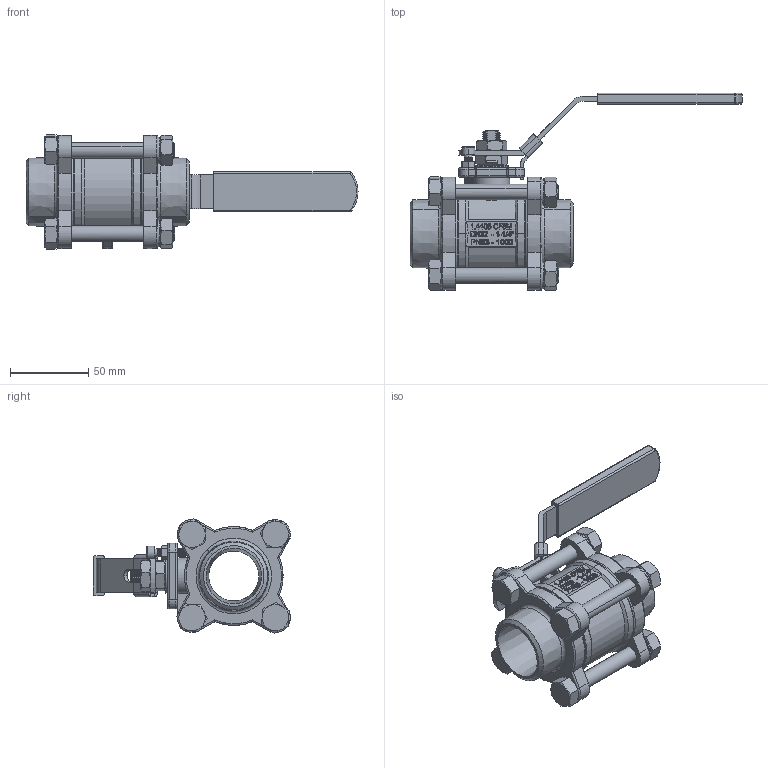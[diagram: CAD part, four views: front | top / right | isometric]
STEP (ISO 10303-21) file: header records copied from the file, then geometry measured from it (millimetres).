
FILE_DESCRIPTION (( 'STEP AP203' ), '1' );
FILE_NAME ('1-32 F對焊盤型華司-V Mark.STEP', '2017-01-09T05:25:06', ( 'user' ), ( '' ), 'SwSTEP 2.0', 'SolidWorks 2005179', '' );
FILE_SCHEMA (( 'CONFIG_CONTROL_DESIGN' ));
Products named in the file (24): G-10A1940_預設; C-32F016-SVE盤型華司型_預設; T-20E08T3-1_預設; G-B3CA640_預設; T-31F05T0_預設; 32E VENTIM 膠套; D-31F7290-01_預設; 1-32 F對焊盤型華司-V Mark; G-22E2740_預設; T-22E09S0_預設; T-20E08T3-3_預設; T-20E08T3-2_預設; M-32E2142鎖片_預設; M-32E2142_預設; G-16D1741_預設; G-16D1340_預設; T-32E07T0_預設; E-32E0460_預設; F-10H0361_預設; T-31F06T0_預設; G-16D1150_預設; G-10E2640_預設; G-10E190-01_預設; G-31F1840_預設
Assembly tree (37 placements, depth 2):
  1-32 F對焊盤型華司-V Mark
    D-31F7290-01_預設  x2
    G-16D1741_預設  x2
    G-31F1840_預設  x4
    T-20E08T3-3_預設
    T-31F06T0_預設  x2
    G-10A1940_預設
    G-16D1340_預設
    G-16D1150_預設  x2
    C-32F016-SVE盤型華司型_預設
    G-10E190-01_預設  x4
    T-22E09S0_預設
    G-B3CA640_預設
    T-32E07T0_預設
    T-20E08T3-1_預設
    T-20E08T3-2_預設
    G-10E2640_預設  x4
    T-31F05T0_預設  x2
    M-32E2142_預設
    M-32E2142鎖片_預設
    F-10H0361_預設
    32E VENTIM 膠套
    E-32E0460_預設
    G-22E2740_預設
Bounding box: 211.89 x 126.04 x 72.76 mm (x, y, z)
Volume: 242742.8 mm3; surface area: 129822.8 mm2
Topology: 37 solids, 37 shells, 1851 faces, 4758 edges, 3038 vertices
Faces by surface type: plane 644, cylinder 575, bspline 339, cone 203, torus 76, sphere 14
Entity records: 110044 total; most frequent: CARTESIAN_POINT 74718, ORIENTED_EDGE 7566, DIRECTION 5535, EDGE_CURVE 3783, VERTEX_POINT 2431, VECTOR 1859, LINE 1859, AXIS2_PLACEMENT_3D 1838
